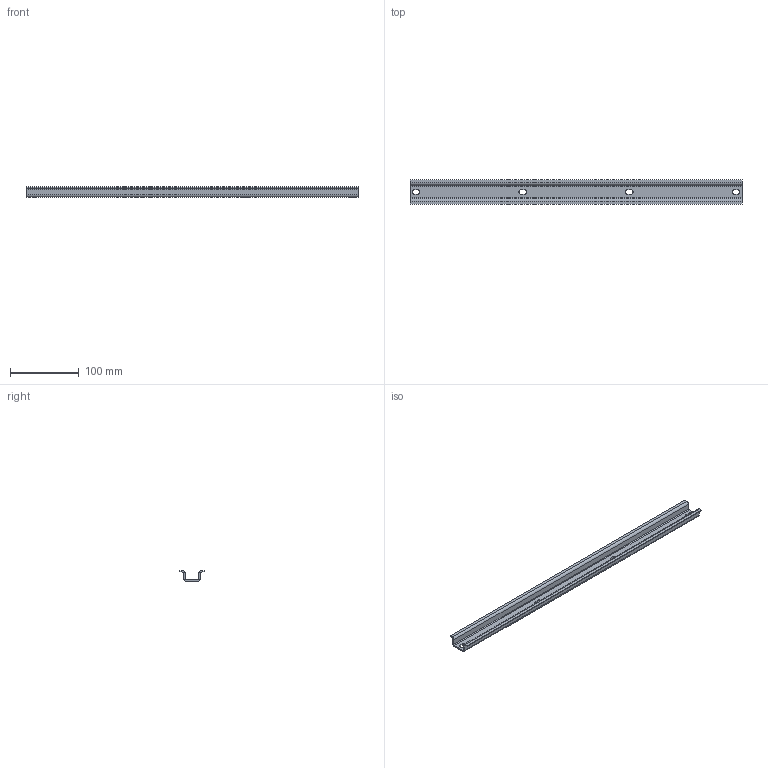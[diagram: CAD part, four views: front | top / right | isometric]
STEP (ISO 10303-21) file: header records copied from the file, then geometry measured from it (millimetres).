
FILE_DESCRIPTION(/* description */ (''),/* implementation_level */ '2;1');
FILE_NAME(/* name */ '6ES5710-8MA11_3d.stp',/* time_stamp */ '2024-07-17T11:06:56+02:00',/* author */ (''),/* organization */ (''),/* preprocessor_version */ 'ST-DEVELOPER v18.102',/* originating_system */ 'SIEMENS PLM Software NX 2023',/* authorisation */ '');
FILE_SCHEMA (('AUTOMOTIVE_DESIGN { 1 0 10303 214 3 1 1 1 }'));
Length unit declared in the file: millimetre
Products named in the file (2): A5E30171061A_RS-AA_002_1-rack; A5E30171066A_RS-AA_003_1-CAx_6ES57108MA11
Assembly tree (1 placements, depth 2):
  A5E30171066A_RS-AA_003_1-CAx_6ES57108MA11
    A5E30171061A_RS-AA_002_1-rack
Bounding box: 482.6 x 35 x 15 mm (x, y, z)
Volume: 56859.9 mm3; surface area: 55783.2 mm2
Topology: 1 solids, 1 shells, 38 faces, 108 edges, 72 vertices
Faces by surface type: plane 22, cylinder 16
Entity records: 1569 total; most frequent: DIRECTION 220, CARTESIAN_POINT 220, ORIENTED_EDGE 216, EDGE_CURVE 108, LINE 76, VECTOR 76, VERTEX_POINT 72, AXIS2_PLACEMENT_3D 72
